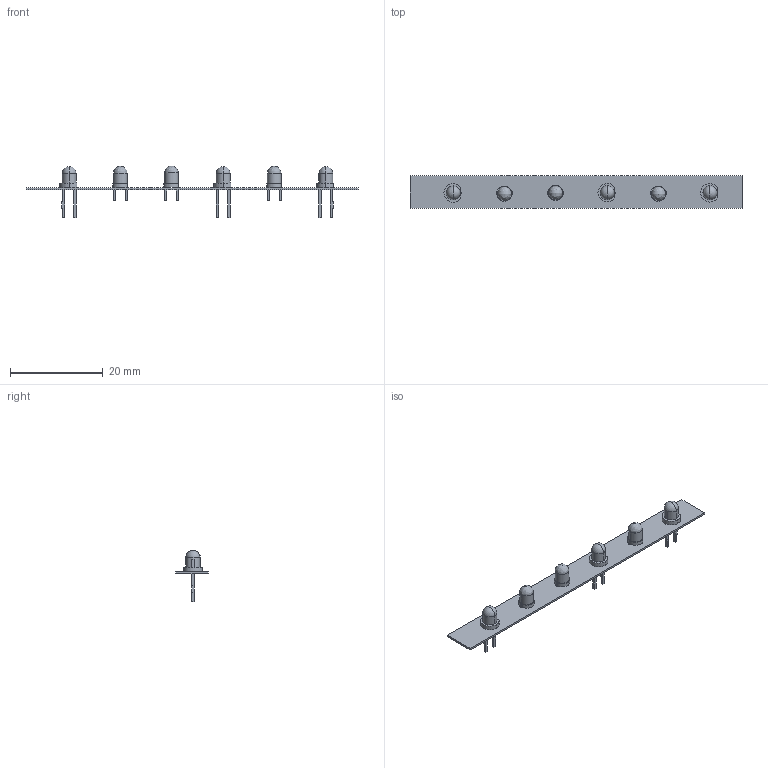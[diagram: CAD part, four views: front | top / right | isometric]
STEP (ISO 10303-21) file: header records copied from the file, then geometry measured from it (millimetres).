
FILE_DESCRIPTION(('Open CASCADE Model'),'2;1');
FILE_NAME('Open CASCADE Shape Model','2023-05-26T06:09:15',('Author'),( 'Open CASCADE'),'Open CASCADE STEP processor 7.5','Open CASCADE 7.5' ,'Unknown');
FILE_SCHEMA(('AUTOMOTIVE_DESIGN { 1 0 10303 214 1 1 1 1 }'));
Length unit declared in the file: millimetre
Products named in the file (22): PCB; Board; Open CASCADE STEP translator 7.5 1.1.1; Designator3_2; User Library-LED_d3-GRN; User Library-LED_d3-GRN_LED_d3005; User Library-LED_d3-GRN_Cut; User Library-LED_d3-GRN_LED_d3007; User Library-LED_d3-GRN_Fusion001; Designator4; User Library-LED-D3R; Designator4_1; User Library-LED_d3-BLU; User Library-LED_d3-BLU_Fusion002; User Library-LED_d3-BLU_Fusion001; User Library-LED_d3-BLU_LED_d3007; User Library-LED_d3-BLU_Cut; User Library-LED_d3-BLU_LED_d3005; Designator3_1; Designator3_1_1; User Library-LED-D3Y; Designator4_1_2
Assembly tree (23 placements, depth 4):
  PCB
    Board
      Open CASCADE STEP translator 7.5 1.1.1
    Designator3_2
      User Library-LED_d3-GRN
        User Library-LED_d3-GRN_LED_d3005
        User Library-LED_d3-GRN_Cut
        User Library-LED_d3-GRN_LED_d3007
        User Library-LED_d3-GRN_Fusion001
    Designator4
      User Library-LED-D3R
    Designator4_1
      User Library-LED_d3-BLU
        User Library-LED_d3-BLU_Fusion002
        User Library-LED_d3-BLU_Fusion001
        User Library-LED_d3-BLU_LED_d3007
        User Library-LED_d3-BLU_Cut
        User Library-LED_d3-BLU_LED_d3005
    Designator3_1
      User Library-LED_d3-GRN
        User Library-LED_d3-GRN_LED_d3005
        User Library-LED_d3-GRN_Cut
        User Library-LED_d3-GRN_LED_d3007
        User Library-LED_d3-GRN_Fusion001
    Designator3_1_1
      User Library-LED-D3Y
    Designator4_1_2
      User Library-LED-D3Y
Bounding box: 71.75 x 6.99 x 11.18 mm (x, y, z)
Volume: 436 mm3; surface area: 1716.7 mm2
Topology: 28 solids, 31 shells, 291 faces, 699 edges, 452 vertices
Faces by surface type: plane 207, cylinder 60, bspline 6, sphere 6, torus 6, cone 6
Full cylindrical faces by diameter (mm): 1.016 x12
Entity records: 7405 total; most frequent: CARTESIAN_POINT 1062, DIRECTION 1018, ORIENTED_EDGE 932, EDGE_CURVE 466, LINE 354, VECTOR 354, AXIS2_PLACEMENT_3D 332, VERTEX_POINT 312
